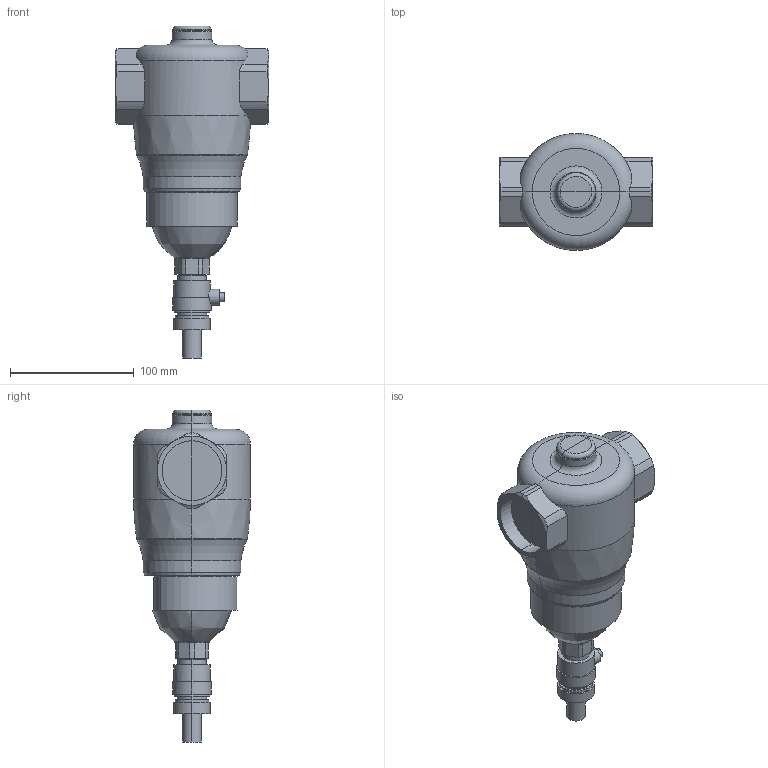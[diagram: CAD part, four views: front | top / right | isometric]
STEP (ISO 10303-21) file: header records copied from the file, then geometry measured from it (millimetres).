
FILE_DESCRIPTION(/* description */ (''),/* implementation_level */ '2;1');
FILE_NAME(/* name */ '546308 (STP).stp',/* time_stamp */ '2018-07-12T10:02:50+02:00',/* author */ ('ufftec'),/* organization */ (''),/* preprocessor_version */ 'ST-DEVELOPER v16.5',/* originating_system */ 'Autodesk Inventor 2017',/* authorisation */ '');
FILE_SCHEMA (('AUTOMOTIVE_DESIGN { 1 0 10303 214 3 1 1 }'));
Length unit declared in the file: millimetre
Products named in the file (4): 546308; 546308_1; 546308_1_1; 546308_2
Assembly tree (3 placements, depth 2):
  546308
    546308_1
    546308_1_1
    546308_2
Bounding box: 124 x 94.39 x 268 mm (x, y, z)
Volume: 1032186.2 mm3; surface area: 93739.6 mm2
Topology: 4 solids, 4 shells, 160 faces, 369 edges, 218 vertices
Faces by surface type: plane 68, cylinder 64, torus 14, cone 10, bspline 4
Entity records: 4935 total; most frequent: CARTESIAN_POINT 1307, DIRECTION 759, ORIENTED_EDGE 738, EDGE_CURVE 369, AXIS2_PLACEMENT_3D 305, VERTEX_POINT 218, EDGE_LOOP 161, FACE_OUTER_BOUND 160
